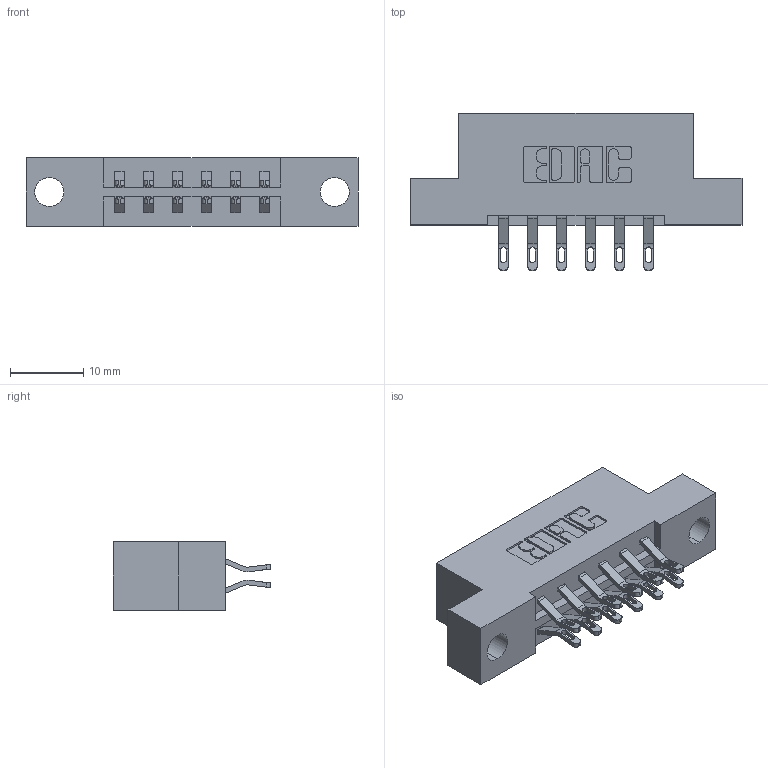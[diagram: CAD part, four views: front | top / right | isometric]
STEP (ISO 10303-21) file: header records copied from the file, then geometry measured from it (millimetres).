
FILE_DESCRIPTION (( 'STEP AP203' ), '1' );
FILE_NAME ('333-012-555-204.STEP', '2018-08-01T00:42:55', ( '' ), ( '' ), 'SwSTEP 2.0', 'SolidWorks 2016', '' );
FILE_SCHEMA (( 'CONFIG_CONTROL_DESIGN' ));
Length unit declared in the file: inch
Products named in the file (3): 333 Part_Flush - .156 Dia - TH; 345-292-001_555 Tail; 333-012-555-204
Assembly tree (13 placements, depth 2):
  333-012-555-204
    333 Part_Flush - .156 Dia - TH
    345-292-001_555 Tail  x12
Bounding box: 45.31 x 21.47 x 9.4 mm (x, y, z)
Volume: 4236.5 mm3; surface area: 4551.4 mm2
Topology: 13 solids, 13 shells, 810 faces, 2507 edges, 1670 vertices
Faces by surface type: plane 478, cylinder 332
Entity records: 8845 total; most frequent: CARTESIAN_POINT 1544, ORIENTED_EDGE 1450, DIRECTION 1353, EDGE_CURVE 725, LINE 577, VECTOR 577, VERTEX_POINT 482, AXIS2_PLACEMENT_3D 388
